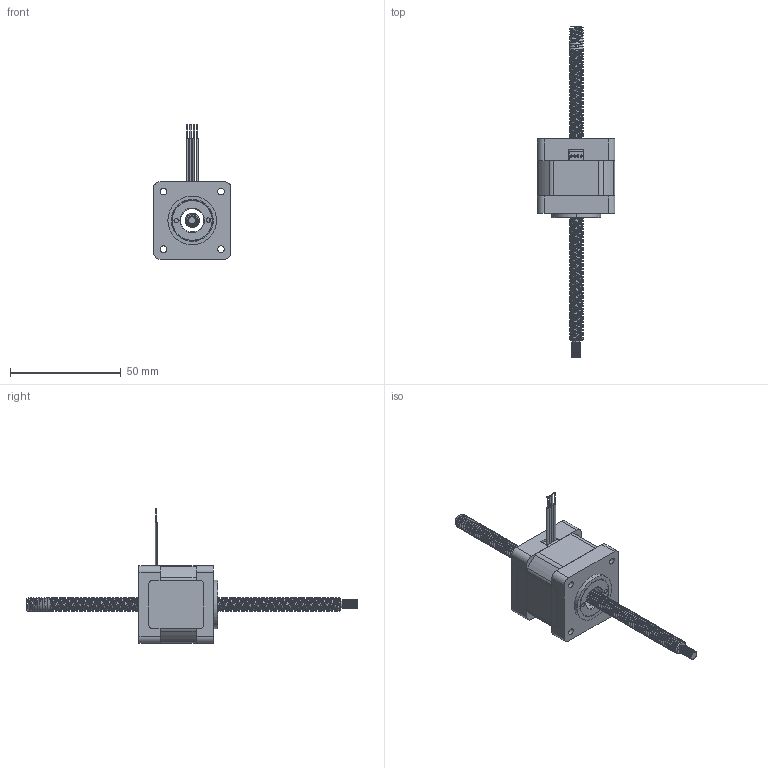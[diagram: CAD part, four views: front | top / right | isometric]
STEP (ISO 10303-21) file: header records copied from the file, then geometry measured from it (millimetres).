
FILE_DESCRIPTION (( 'STEP AP214' ), '1' );
FILE_NAME ('14N21-150.STEP', '2023-03-07T07:09:42', ( '' ), ( '' ), 'SwSTEP 2.0', 'SolidWorks 2022', '' );
FILE_SCHEMA (( 'AUTOMOTIVE_DESIGN' ));
Length unit declared in the file: millimetre
Products named in the file (8): 01-006.STP; 02-013.STP; 01-005.STP; 42单厚铭牌.STP; 14N21-150; 06-008.STP; 14N21-150.STP; 05-0041.STP
Assembly tree (7 placements, depth 3):
  14N21-150
    14N21-150.STP
      02-013.STP
      01-005.STP
      01-006.STP
      06-008.STP
      05-0041.STP
      42单厚铭牌.STP
Bounding box: 35.21 x 150 x 60.65 mm (x, y, z)
Volume: 19225.1 mm3; surface area: 27369.3 mm2
Topology: 5 solids, 7 shells, 789 faces, 2222 edges, 1459 vertices
Faces by surface type: cylinder 483, plane 281, cone 21, bspline 4
Entity records: 61066 total; most frequent: CARTESIAN_POINT 40820, ORIENTED_EDGE 4440, DIRECTION 3855, EDGE_CURVE 2220, VERTEX_POINT 1461, AXIS2_PLACEMENT_3D 1322, VECTOR 1211, LINE 1211
